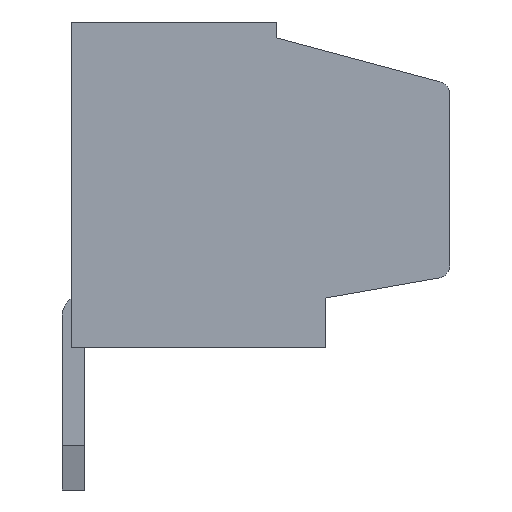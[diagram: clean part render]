
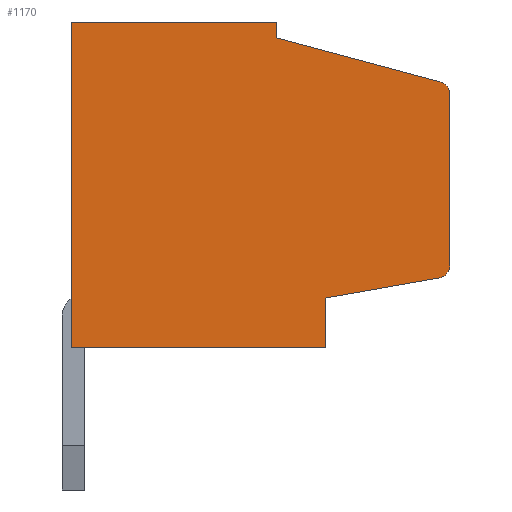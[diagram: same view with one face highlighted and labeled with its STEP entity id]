
A CAD part, left-side view. The second image highlights one B-rep face of the part: STEP entity #1170.
In plain terms, the highlighted planar face has unit normal (-1, 0, 0).
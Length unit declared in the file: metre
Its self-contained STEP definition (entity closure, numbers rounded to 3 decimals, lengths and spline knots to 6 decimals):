
#1170=ADVANCED_FACE('',(#2541),#2542,.F.);
#2541=FACE_OUTER_BOUND('',#4109,.T.);
#2542=PLANE('',#4110);
#4109=EDGE_LOOP('',(#7695,#7696,#7697,#7698,#7699,#7700,#7701,#7702,#7703,#7704));
#4110=AXIS2_PLACEMENT_3D('',#7705,#7706,#7707);
#7695=ORIENTED_EDGE('',*,*,#10412,.T.);
#7696=ORIENTED_EDGE('',*,*,#9617,.F.);
#7697=ORIENTED_EDGE('',*,*,#9621,.F.);
#7698=ORIENTED_EDGE('',*,*,#9628,.F.);
#7699=ORIENTED_EDGE('',*,*,#9000,.F.);
#7700=ORIENTED_EDGE('',*,*,#10413,.F.);
#7701=ORIENTED_EDGE('',*,*,#9722,.F.);
#7702=ORIENTED_EDGE('',*,*,#9678,.F.);
#7703=ORIENTED_EDGE('',*,*,#9674,.T.);
#7704=ORIENTED_EDGE('',*,*,#10414,.F.);
#7705=CARTESIAN_POINT('',(-0.238311,0.006635,0.));
#7706=DIRECTION('',(1.0,0.0,0.0));
#7707=DIRECTION('',(0.0,1.0,-0.0));
#9000=EDGE_CURVE('',#10696,#10698,#10699,.T.);
#9617=EDGE_CURVE('',#11688,#11684,#11690,.T.);
#9621=EDGE_CURVE('',#11694,#11688,#11696,.T.);
#9628=EDGE_CURVE('',#10698,#11694,#11705,.T.);
#9674=EDGE_CURVE('',#11778,#11782,#11784,.T.);
#9678=EDGE_CURVE('',#11778,#11787,#11790,.T.);
#9722=EDGE_CURVE('',#11787,#11793,#11876,.T.);
#10412=EDGE_CURVE('',#12880,#11684,#12881,.T.);
#10413=EDGE_CURVE('',#11793,#10696,#12882,.T.);
#10414=EDGE_CURVE('',#12880,#11782,#12883,.T.);
#10696=VERTEX_POINT('',#13214);
#10698=VERTEX_POINT('',#13217);
#10699=LINE('',#13218,#13219);
#11684=VERTEX_POINT('',#14625);
#11688=VERTEX_POINT('',#14631);
#11690=LINE('',#14634,#14635);
#11694=VERTEX_POINT('',#14640);
#11696=LINE('',#14643,#14644);
#11705=LINE('',#14657,#14658);
#11778=VERTEX_POINT('',#14763);
#11782=VERTEX_POINT('',#14768);
#11784=CIRCLE('',#14771,0.0003);
#11787=VERTEX_POINT('',#14774);
#11790=LINE('',#14779,#14780);
#11793=VERTEX_POINT('',#14783);
#11876=LINE('',#14908,#14909);
#12880=VERTEX_POINT('',#16410);
#12881=CIRCLE('',#16411,0.0003);
#12882=LINE('',#16412,#16413);
#12883=LINE('',#16414,#16415);
#13214=CARTESIAN_POINT('',(-0.238311,0.008939,-0.0073));
#13217=CARTESIAN_POINT('',(-0.238311,0.008939,0.));
#13218=CARTESIAN_POINT('',(-0.238311,0.008939,0.));
#13219=VECTOR('',#16782,1.0);
#14625=CARTESIAN_POINT('',(-0.238311,0.000662,-0.00134));
#14631=CARTESIAN_POINT('',(-0.238311,0.004339,-0.000355));
#14634=CARTESIAN_POINT('',(-0.238311,0.000662,-0.00134));
#14635=VECTOR('',#17369,1.0);
#14640=CARTESIAN_POINT('',(-0.238311,0.004339,0.));
#14643=CARTESIAN_POINT('',(-0.238311,0.004339,-0.000355));
#14644=VECTOR('',#17372,1.0);
#14657=CARTESIAN_POINT('',(-0.238311,0.004339,0.));
#14658=VECTOR('',#17380,1.0);
#14763=CARTESIAN_POINT('',(-0.238311,0.000687,-0.005744));
#14768=CARTESIAN_POINT('',(-0.238311,0.000439,-0.005448));
#14771=AXIS2_PLACEMENT_3D('',#17445,#17446,#17447);
#14774=CARTESIAN_POINT('',(-0.238311,0.003239,-0.006194));
#14779=CARTESIAN_POINT('',(-0.238311,0.003239,-0.006194));
#14780=VECTOR('',#17450,1.0);
#14783=CARTESIAN_POINT('',(-0.238311,0.003239,-0.0073));
#14908=CARTESIAN_POINT('',(-0.238311,0.003239,-0.0073));
#14909=VECTOR('',#17493,1.0);
#16410=CARTESIAN_POINT('',(-0.238311,0.000439,-0.00163));
#16411=AXIS2_PLACEMENT_3D('',#18100,#18101,#18102);
#16412=CARTESIAN_POINT('',(-0.238311,0.008939,-0.0073));
#16413=VECTOR('',#18103,1.0);
#16414=CARTESIAN_POINT('',(-0.238311,0.000439,-0.005448));
#16415=VECTOR('',#18104,1.0);
#16782=DIRECTION('',(0.0,0.,1.0));
#17369=DIRECTION('',(0.0,-0.966,-0.259));
#17372=DIRECTION('',(0.0,0.,-1.0));
#17380=DIRECTION('',(0.0,-1.0,0.));
#17445=CARTESIAN_POINT('',(-0.238311,0.000739,-0.005448));
#17446=DIRECTION('',(-1.0,-0.0,-0.0));
#17447=DIRECTION('',(0.0,0.0,-1.0));
#17450=DIRECTION('',(0.0,0.985,-0.174));
#17493=DIRECTION('',(0.0,0.,-1.0));
#18100=CARTESIAN_POINT('',(-0.238311,0.000739,-0.00163));
#18101=DIRECTION('',(-1.0,-0.0,-0.0));
#18102=DIRECTION('',(0.0,0.0,-1.0));
#18103=DIRECTION('',(0.0,1.0,0.));
#18104=DIRECTION('',(0.0,0.,-1.0));
